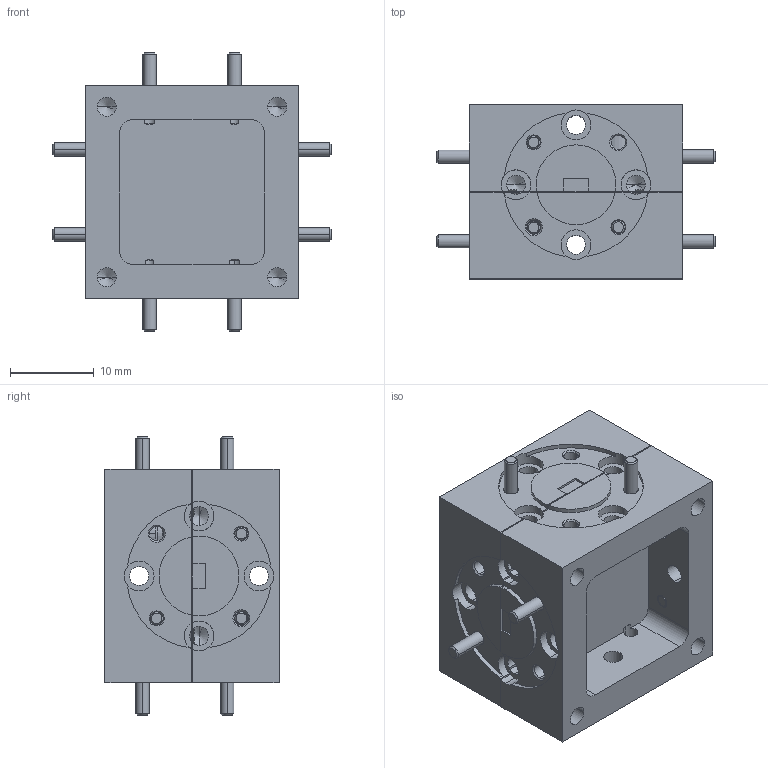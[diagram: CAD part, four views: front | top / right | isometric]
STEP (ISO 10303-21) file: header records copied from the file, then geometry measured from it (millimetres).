
FILE_DESCRIPTION (( 'STEP AP203' ), '1' );
FILE_NAME ('SWX-71386320-12-4B.STEP', '2020-06-29T20:27:55', ( '' ), ( '' ), 'SwSTEP 2.0', 'SolidWorks 2020', '' );
FILE_SCHEMA (( 'CONFIG_CONTROL_DESIGN' ));
Length unit declared in the file: inch
Products named in the file (1): SWX-71386320-12-4B
Bounding box: 33.15 x 20.75 x 33.15 mm (x, y, z)
Volume: 8710.3 mm3; surface area: 8074.8 mm2
Topology: 19 solids, 19 shells, 539 faces, 1368 edges, 849 vertices
Faces by surface type: cylinder 216, plane 176, cone 147
Entity records: 16482 total; most frequent: CARTESIAN_POINT 3118, DIRECTION 2941, ORIENTED_EDGE 2688, EDGE_CURVE 1344, AXIS2_PLACEMENT_3D 1126, VERTEX_POINT 849, VECTOR 689, LINE 689
